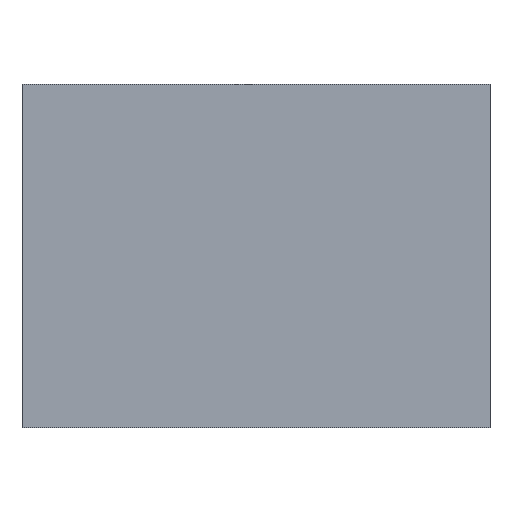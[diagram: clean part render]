
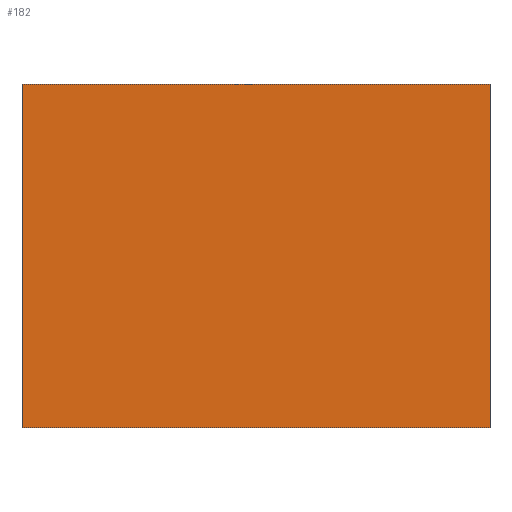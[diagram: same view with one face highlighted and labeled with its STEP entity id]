
A CAD part, top view. The second image highlights one B-rep face of the part: STEP entity #182.
In plain terms, the highlighted planar face has unit normal (0, 0, 1).
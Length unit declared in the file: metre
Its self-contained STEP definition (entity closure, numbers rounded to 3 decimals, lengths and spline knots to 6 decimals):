
#32=ORIENTED_EDGE('',*,*,#62,.F.);
#33=ORIENTED_EDGE('',*,*,#70,.F.);
#34=ORIENTED_EDGE('',*,*,#73,.T.);
#35=ORIENTED_EDGE('',*,*,#75,.T.);
#62=EDGE_CURVE('',#86,#87,#102,.F.);
#70=EDGE_CURVE('',#93,#86,#110,.F.);
#73=EDGE_CURVE('',#93,#95,#113,.T.);
#75=EDGE_CURVE('',#95,#87,#115,.T.);
#86=VERTEX_POINT('',#263);
#87=VERTEX_POINT('',#265);
#93=VERTEX_POINT('',#279);
#95=VERTEX_POINT('',#285);
#102=LINE('',#264,#126);
#110=LINE('',#280,#134);
#113=LINE('',#286,#137);
#115=LINE('',#289,#139);
#126=VECTOR('',#217,1.);
#134=VECTOR('',#227,1.);
#137=VECTOR('',#232,1.);
#139=VECTOR('',#236,1.);
#152=EDGE_LOOP('',(#32,#33,#34,#35));
#162=FACE_BOUND('',#152,.T.);
#172=PLANE('',#205);
#182=ADVANCED_FACE('',(#162),#172,.T.);
#205=AXIS2_PLACEMENT_3D('',#290,#237,#238);
#217=DIRECTION('',(0.,1.,0.));
#227=DIRECTION('',(-1.,0.,0.));
#232=DIRECTION('',(0.,-1.,0.));
#236=DIRECTION('',(1.,0.,0.));
#237=DIRECTION('',(0.,0.,1.));
#238=DIRECTION('',(1.,0.,0.));
#263=CARTESIAN_POINT('',(0.04161,0.028641,0.037));
#264=CARTESIAN_POINT('',(0.04161,0.001141,0.037));
#265=CARTESIAN_POINT('',(0.04161,-0.026359,0.037));
#279=CARTESIAN_POINT('',(-0.03339,0.028641,0.037));
#280=CARTESIAN_POINT('',(0.00411,0.028641,0.037));
#285=CARTESIAN_POINT('',(-0.03339,-0.026359,0.037));
#286=CARTESIAN_POINT('',(-0.03339,0.001141,0.037));
#289=CARTESIAN_POINT('',(0.00411,-0.026359,0.037));
#290=CARTESIAN_POINT('',(0.00411,0.001141,0.037));
